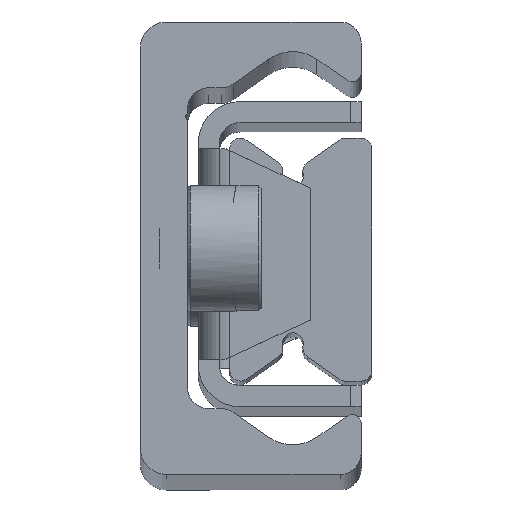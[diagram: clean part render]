
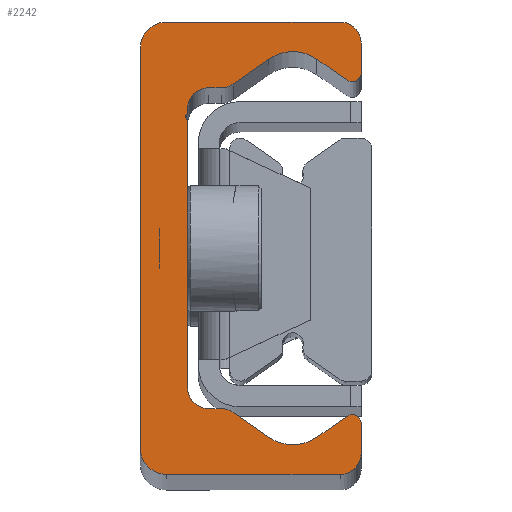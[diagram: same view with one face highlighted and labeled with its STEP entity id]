
A CAD part, top view. The second image highlights one B-rep face of the part: STEP entity #2242.
In plain terms, the highlighted planar face has unit normal (0, 0, 1).
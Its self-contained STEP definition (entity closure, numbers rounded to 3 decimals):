
#1200=CARTESIAN_POINT('',(2.499,-21.5,850.0));
#1201=VERTEX_POINT('',#1200);
#1202=CARTESIAN_POINT('',(-0.001,-19.0,850.0));
#1203=VERTEX_POINT('',#1202);
#1204=CARTESIAN_POINT('',(2.499,-19.0,850.0));
#1205=DIRECTION('',(0.0,0.0,-1.0));
#1206=DIRECTION('',(-1.0,0.0,0.0));
#1207=AXIS2_PLACEMENT_3D('',#1204,#1205,#1206);
#1208=CIRCLE('',#1207,2.5);
#1209=EDGE_CURVE('',#1201,#1203,#1208,.T.);
#1242=CARTESIAN_POINT('',(-0.001,19.0,850.0));
#1243=VERTEX_POINT('',#1242);
#1244=CARTESIAN_POINT('',(-0.001,-19.0,850.0));
#1245=DIRECTION('',(0.0,1.0,0.0));
#1246=VECTOR('',#1245,38.0);
#1247=LINE('',#1244,#1246);
#1248=EDGE_CURVE('',#1203,#1243,#1247,.T.);
#1312=CARTESIAN_POINT('',(2.499,21.5,850.0));
#1313=VERTEX_POINT('',#1312);
#1314=CARTESIAN_POINT('',(2.499,19.0,850.0));
#1315=DIRECTION('',(0.0,0.0,-1.0));
#1316=DIRECTION('',(0.0,1.0,0.0));
#1317=AXIS2_PLACEMENT_3D('',#1314,#1315,#1316);
#1318=CIRCLE('',#1317,2.5);
#1319=EDGE_CURVE('',#1243,#1313,#1318,.T.);
#1345=CARTESIAN_POINT('',(18.999,21.5,850.0));
#1346=VERTEX_POINT('',#1345);
#1347=CARTESIAN_POINT('',(2.499,21.5,850.0));
#1348=DIRECTION('',(1.0,0.0,0.0));
#1349=VECTOR('',#1348,16.5);
#1350=LINE('',#1347,#1349);
#1351=EDGE_CURVE('',#1313,#1346,#1350,.T.);
#1376=CARTESIAN_POINT('',(20.999,19.5,850.0));
#1377=VERTEX_POINT('',#1376);
#1378=CARTESIAN_POINT('',(18.999,19.5,850.0));
#1379=DIRECTION('',(0.0,0.0,-1.0));
#1380=DIRECTION('',(1.0,0.0,0.0));
#1381=AXIS2_PLACEMENT_3D('',#1378,#1379,#1380);
#1382=CIRCLE('',#1381,2.);
#1383=EDGE_CURVE('',#1346,#1377,#1382,.T.);
#1409=CARTESIAN_POINT('',(20.999,16.65,850.0));
#1410=VERTEX_POINT('',#1409);
#1411=CARTESIAN_POINT('',(20.999,19.5,850.0));
#1412=DIRECTION('',(0.0,-1.0,0.0));
#1413=VECTOR('',#1412,2.85);
#1414=LINE('',#1411,#1413);
#1415=EDGE_CURVE('',#1377,#1410,#1414,.T.);
#1440=CARTESIAN_POINT('',(19.662,15.953,850.0));
#1441=VERTEX_POINT('',#1440);
#1442=CARTESIAN_POINT('',(20.149,16.65,850.0));
#1443=DIRECTION('',(0.0,0.0,-1.));
#1444=DIRECTION('',(-0.574,-0.819,0.0));
#1445=AXIS2_PLACEMENT_3D('',#1442,#1443,#1444);
#1446=CIRCLE('',#1445,0.85);
#1447=EDGE_CURVE('',#1410,#1441,#1446,.T.);
#1473=CARTESIAN_POINT('',(16.794,17.962,850.0));
#1474=VERTEX_POINT('',#1473);
#1475=CARTESIAN_POINT('',(19.662,15.953,850.0));
#1476=DIRECTION('',(-0.819,0.574,0.0));
#1477=VECTOR('',#1476,3.501);
#1478=LINE('',#1475,#1477);
#1479=EDGE_CURVE('',#1441,#1474,#1478,.T.);
#1504=CARTESIAN_POINT('',(12.205,17.962,850.0));
#1505=VERTEX_POINT('',#1504);
#1506=CARTESIAN_POINT('',(14.499,14.685,850.0));
#1507=DIRECTION('',(0.0,0.0,1.0));
#1508=DIRECTION('',(-0.574,-0.819,0.0));
#1509=AXIS2_PLACEMENT_3D('',#1506,#1507,#1508);
#1510=CIRCLE('',#1509,4.0);
#1511=EDGE_CURVE('',#1474,#1505,#1510,.T.);
#1537=CARTESIAN_POINT('',(8.849,15.612,850.0));
#1538=VERTEX_POINT('',#1537);
#1539=CARTESIAN_POINT('',(12.205,17.962,850.0));
#1540=DIRECTION('',(-0.819,-0.574,0.0));
#1541=VECTOR('',#1540,4.097);
#1542=LINE('',#1539,#1541);
#1543=EDGE_CURVE('',#1505,#1538,#1542,.T.);
#1568=CARTESIAN_POINT('',(7.702,15.25,850.0));
#1569=VERTEX_POINT('',#1568);
#1570=CARTESIAN_POINT('',(7.702,17.25,850.0));
#1571=DIRECTION('',(0.0,0.0,-1.0));
#1572=DIRECTION('',(0.0,-1.0,0.0));
#1573=AXIS2_PLACEMENT_3D('',#1570,#1571,#1572);
#1574=CIRCLE('',#1573,2.0);
#1575=EDGE_CURVE('',#1538,#1569,#1574,.T.);
#1601=CARTESIAN_POINT('',(6.499,15.25,850.0));
#1602=VERTEX_POINT('',#1601);
#1603=CARTESIAN_POINT('',(7.702,15.25,850.0));
#1604=DIRECTION('',(-1.0,0.0,0.0));
#1605=VECTOR('',#1604,1.203);
#1606=LINE('',#1603,#1605);
#1607=EDGE_CURVE('',#1569,#1602,#1606,.T.);
#1632=CARTESIAN_POINT('',(4.499,13.25,850.0));
#1633=VERTEX_POINT('',#1632);
#1634=CARTESIAN_POINT('',(6.499,13.25,850.0));
#1635=DIRECTION('',(0.0,0.0,1.0));
#1636=DIRECTION('',(0.0,-1.0,0.0));
#1637=AXIS2_PLACEMENT_3D('',#1634,#1635,#1636);
#1638=CIRCLE('',#1637,2.0);
#1639=EDGE_CURVE('',#1602,#1633,#1638,.T.);
#1665=CARTESIAN_POINT('',(4.499,12.861,850.0));
#1666=VERTEX_POINT('',#1665);
#1667=CARTESIAN_POINT('',(4.499,13.25,850.0));
#1668=DIRECTION('',(0.0,-1.0,0.0));
#1669=VECTOR('',#1668,0.389);
#1670=LINE('',#1667,#1669);
#1671=EDGE_CURVE('',#1633,#1666,#1670,.T.);
#1696=CARTESIAN_POINT('',(4.411,12.734,850.0));
#1697=VERTEX_POINT('',#1696);
#1698=CARTESIAN_POINT('',(4.363,12.861,850.0));
#1699=DIRECTION('',(0.0,0.0,-1.0));
#1700=DIRECTION('',(0.353,-0.936,0.0));
#1701=AXIS2_PLACEMENT_3D('',#1698,#1699,#1700);
#1702=CIRCLE('',#1701,0.136);
#1703=EDGE_CURVE('',#1666,#1697,#1702,.T.);
#1729=CARTESIAN_POINT('',(4.422,12.262,850.0));
#1730=VERTEX_POINT('',#1729);
#1731=CARTESIAN_POINT('',(4.499,12.5,850.0));
#1732=DIRECTION('',(0.0,0.0,1.0));
#1733=DIRECTION('',(0.353,-0.936,0.0));
#1734=AXIS2_PLACEMENT_3D('',#1731,#1732,#1733);
#1735=CIRCLE('',#1734,0.25);
#1736=EDGE_CURVE('',#1697,#1730,#1735,.T.);
#1762=CARTESIAN_POINT('',(4.499,12.156,850.0));
#1763=VERTEX_POINT('',#1762);
#1764=CARTESIAN_POINT('',(4.387,12.156,850.0));
#1765=DIRECTION('',(0.0,0.0,-1.0));
#1766=DIRECTION('',(1.0,0.0,0.0));
#1767=AXIS2_PLACEMENT_3D('',#1764,#1765,#1766);
#1768=CIRCLE('',#1767,0.112);
#1769=EDGE_CURVE('',#1730,#1763,#1768,.T.);
#1795=CARTESIAN_POINT('',(4.499,-13.25,850.0));
#1796=VERTEX_POINT('',#1795);
#1797=CARTESIAN_POINT('',(4.499,12.156,850.0));
#1798=DIRECTION('',(0.0,-1.0,0.0));
#1799=VECTOR('',#1798,25.406);
#1800=LINE('',#1797,#1799);
#1801=EDGE_CURVE('',#1763,#1796,#1800,.T.);
#1865=CARTESIAN_POINT('',(6.499,-15.25,850.0));
#1866=VERTEX_POINT('',#1865);
#1867=CARTESIAN_POINT('',(6.499,-13.25,850.0));
#1868=DIRECTION('',(0.0,0.0,1.0));
#1869=DIRECTION('',(1.0,0.0,0.0));
#1870=AXIS2_PLACEMENT_3D('',#1867,#1868,#1869);
#1871=CIRCLE('',#1870,2.0);
#1872=EDGE_CURVE('',#1796,#1866,#1871,.T.);
#1898=CARTESIAN_POINT('',(7.702,-15.25,850.0));
#1899=VERTEX_POINT('',#1898);
#1900=CARTESIAN_POINT('',(6.499,-15.25,850.0));
#1901=DIRECTION('',(1.0,0.0,0.0));
#1902=VECTOR('',#1901,1.203);
#1903=LINE('',#1900,#1902);
#1904=EDGE_CURVE('',#1866,#1899,#1903,.T.);
#1929=CARTESIAN_POINT('',(8.849,-15.612,850.0));
#1930=VERTEX_POINT('',#1929);
#1931=CARTESIAN_POINT('',(7.702,-17.25,850.0));
#1932=DIRECTION('',(0.0,0.0,-1.));
#1933=DIRECTION('',(0.574,0.819,0.0));
#1934=AXIS2_PLACEMENT_3D('',#1931,#1932,#1933);
#1935=CIRCLE('',#1934,2.0);
#1936=EDGE_CURVE('',#1899,#1930,#1935,.T.);
#1962=CARTESIAN_POINT('',(12.205,-17.962,850.0));
#1963=VERTEX_POINT('',#1962);
#1964=CARTESIAN_POINT('',(8.849,-15.612,850.0));
#1965=DIRECTION('',(0.819,-0.574,0.0));
#1966=VECTOR('',#1965,4.097);
#1967=LINE('',#1964,#1966);
#1968=EDGE_CURVE('',#1930,#1963,#1967,.T.);
#1993=CARTESIAN_POINT('',(16.794,-17.962,850.0));
#1994=VERTEX_POINT('',#1993);
#1995=CARTESIAN_POINT('',(14.499,-14.685,850.0));
#1996=DIRECTION('',(0.0,0.0,1.0));
#1997=DIRECTION('',(0.574,0.819,0.0));
#1998=AXIS2_PLACEMENT_3D('',#1995,#1996,#1997);
#1999=CIRCLE('',#1998,4.0);
#2000=EDGE_CURVE('',#1963,#1994,#1999,.T.);
#2026=CARTESIAN_POINT('',(19.662,-15.953,850.0));
#2027=VERTEX_POINT('',#2026);
#2028=CARTESIAN_POINT('',(16.794,-17.962,850.0));
#2029=DIRECTION('',(0.819,0.574,0.0));
#2030=VECTOR('',#2029,3.501);
#2031=LINE('',#2028,#2030);
#2032=EDGE_CURVE('',#1994,#2027,#2031,.T.);
#2057=CARTESIAN_POINT('',(20.999,-16.65,850.0));
#2058=VERTEX_POINT('',#2057);
#2059=CARTESIAN_POINT('',(20.149,-16.65,850.0));
#2060=DIRECTION('',(0.0,0.0,-1.0));
#2061=DIRECTION('',(1.0,0.0,0.0));
#2062=AXIS2_PLACEMENT_3D('',#2059,#2060,#2061);
#2063=CIRCLE('',#2062,0.85);
#2064=EDGE_CURVE('',#2027,#2058,#2063,.T.);
#2090=CARTESIAN_POINT('',(20.999,-19.5,850.0));
#2091=VERTEX_POINT('',#2090);
#2092=CARTESIAN_POINT('',(20.999,-16.65,850.0));
#2093=DIRECTION('',(0.0,-1.0,0.0));
#2094=VECTOR('',#2093,2.85);
#2095=LINE('',#2092,#2094);
#2096=EDGE_CURVE('',#2058,#2091,#2095,.T.);
#2121=CARTESIAN_POINT('',(18.999,-21.5,850.0));
#2122=VERTEX_POINT('',#2121);
#2123=CARTESIAN_POINT('',(18.999,-19.5,850.0));
#2124=DIRECTION('',(0.0,0.0,-1.0));
#2125=DIRECTION('',(0.0,-1.0,0.0));
#2126=AXIS2_PLACEMENT_3D('',#2123,#2124,#2125);
#2127=CIRCLE('',#2126,2.);
#2128=EDGE_CURVE('',#2091,#2122,#2127,.T.);
#2154=CARTESIAN_POINT('',(18.999,-21.5,850.0));
#2155=DIRECTION('',(-1.0,0.0,0.0));
#2156=VECTOR('',#2155,16.5);
#2157=LINE('',#2154,#2156);
#2158=EDGE_CURVE('',#2122,#1201,#2157,.T.);
#2207=CARTESIAN_POINT('',(7.822,0.017,850.0));
#2208=DIRECTION('',(0.0,0.0,1.0));
#2209=DIRECTION('',(1.0,0.0,0.0));
#2210=AXIS2_PLACEMENT_3D('',#2207,#2208,#2209);
#2211=PLANE('',#2210);
#2212=ORIENTED_EDGE('',*,*,#1209,.F.);
#2213=ORIENTED_EDGE('',*,*,#2158,.F.);
#2214=ORIENTED_EDGE('',*,*,#2128,.F.);
#2215=ORIENTED_EDGE('',*,*,#2096,.F.);
#2216=ORIENTED_EDGE('',*,*,#2064,.F.);
#2217=ORIENTED_EDGE('',*,*,#2032,.F.);
#2218=ORIENTED_EDGE('',*,*,#2000,.F.);
#2219=ORIENTED_EDGE('',*,*,#1968,.F.);
#2220=ORIENTED_EDGE('',*,*,#1936,.F.);
#2221=ORIENTED_EDGE('',*,*,#1904,.F.);
#2222=ORIENTED_EDGE('',*,*,#1872,.F.);
#2223=ORIENTED_EDGE('',*,*,#1801,.F.);
#2224=ORIENTED_EDGE('',*,*,#1769,.F.);
#2225=ORIENTED_EDGE('',*,*,#1736,.F.);
#2226=ORIENTED_EDGE('',*,*,#1703,.F.);
#2227=ORIENTED_EDGE('',*,*,#1671,.F.);
#2228=ORIENTED_EDGE('',*,*,#1639,.F.);
#2229=ORIENTED_EDGE('',*,*,#1607,.F.);
#2230=ORIENTED_EDGE('',*,*,#1575,.F.);
#2231=ORIENTED_EDGE('',*,*,#1543,.F.);
#2232=ORIENTED_EDGE('',*,*,#1511,.F.);
#2233=ORIENTED_EDGE('',*,*,#1479,.F.);
#2234=ORIENTED_EDGE('',*,*,#1447,.F.);
#2235=ORIENTED_EDGE('',*,*,#1415,.F.);
#2236=ORIENTED_EDGE('',*,*,#1383,.F.);
#2237=ORIENTED_EDGE('',*,*,#1351,.F.);
#2238=ORIENTED_EDGE('',*,*,#1319,.F.);
#2239=ORIENTED_EDGE('',*,*,#1248,.F.);
#2240=EDGE_LOOP('',(#2212,#2213,#2214,#2215,#2216,#2217,#2218,#2219,#2220,#2221,#2222,#2223,#2224,#2225,#2226,#2227,#2228,#2229,#2230,#2231,#2232,#2233,#2234,#2235,#2236,#2237,#2238,#2239));
#2241=FACE_OUTER_BOUND('',#2240,.T.);
#2242=ADVANCED_FACE('',(#2241),#2211,.T.);
